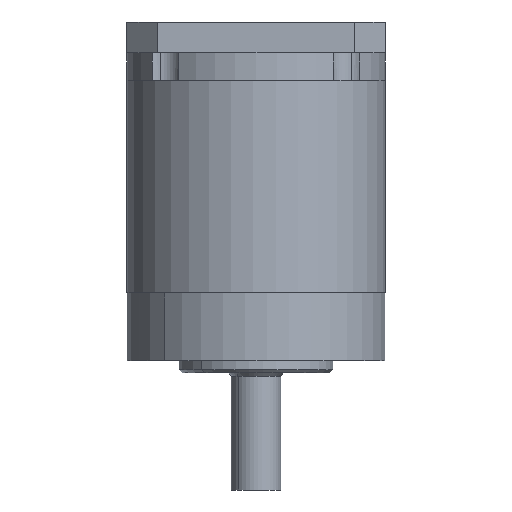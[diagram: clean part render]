
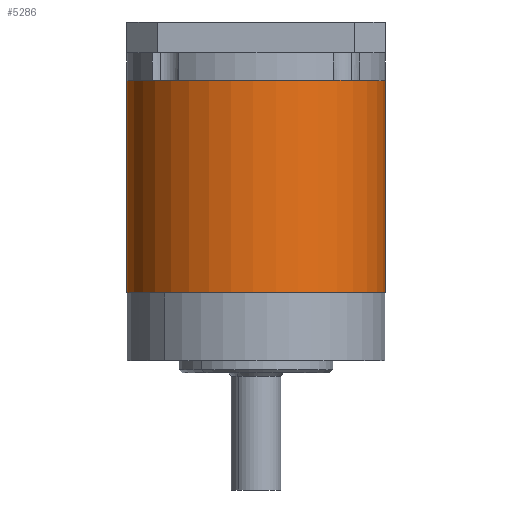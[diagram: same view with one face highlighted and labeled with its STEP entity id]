
A CAD part, left-side view. The second image highlights one B-rep face of the part: STEP entity #5286.
In plain terms, the highlighted cylindrical face has radius 21 mm (diameter 42 mm), a partial arc.
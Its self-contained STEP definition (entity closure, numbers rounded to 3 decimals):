
#1089 = VERTEX_POINT ( 'NONE', #14872 ) ;
#1435 = CARTESIAN_POINT ( 'NONE',  ( 0., 34.5, -21. ) ) ;
#1541 = AXIS2_PLACEMENT_3D ( 'NONE', #4333, #12486, #7931 ) ;
#1670 = EDGE_CURVE ( 'NONE', #13491, #1089, #13067, .T. ) ;
#1846 = ORIENTED_EDGE ( 'NONE', *, *, #10069, .T. ) ;
#2066 = ORIENTED_EDGE ( 'NONE', *, *, #1670, .F. ) ;
#2354 = AXIS2_PLACEMENT_3D ( 'NONE', #3944, #7469, #4023 ) ;
#2732 = DIRECTION ( 'NONE',  ( 0., -1., 0. ) ) ;
#3239 = VECTOR ( 'NONE', #12917, 1000. ) ;
#3483 = ORIENTED_EDGE ( 'NONE', *, *, #11928, .T. ) ;
#3944 = CARTESIAN_POINT ( 'NONE',  ( 0., 34.5, 0. ) ) ;
#4023 = DIRECTION ( 'NONE',  ( 0., 0., -1. ) ) ;
#4333 = CARTESIAN_POINT ( 'NONE',  ( 0., 0., 0. ) ) ;
#4639 = EDGE_CURVE ( 'NONE', #7208, #13491, #4988, .T. ) ;
#4988 = CIRCLE ( 'NONE', #13492, 21. ) ;
#5008 = DIRECTION ( 'NONE',  ( 0., 0., 1. ) ) ;
#5286 = ADVANCED_FACE ( 'NONE', ( #7702 ), #14368, .T. ) ;
#5494 = VERTEX_POINT ( 'NONE', #6133 ) ;
#6133 = CARTESIAN_POINT ( 'NONE',  ( 0., 0., -21. ) ) ;
#6138 = CARTESIAN_POINT ( 'NONE',  ( 0., 34.5, 21. ) ) ;
#7208 = VERTEX_POINT ( 'NONE', #14530 ) ;
#7469 = DIRECTION ( 'NONE',  ( 0., -1., 0. ) ) ;
#7702 = FACE_OUTER_BOUND ( 'NONE', #9972, .T. ) ;
#7931 = DIRECTION ( 'NONE',  ( 0., 0., 1. ) ) ;
#8595 = CIRCLE ( 'NONE', #1541, 21. ) ;
#9300 = VECTOR ( 'NONE', #2732, 1000. ) ;
#9972 = EDGE_LOOP ( 'NONE', ( #2066, #11470, #1846, #3483 ) ) ;
#10069 = EDGE_CURVE ( 'NONE', #7208, #5494, #11871, .T. ) ;
#10771 = CARTESIAN_POINT ( 'NONE',  ( 0., 34.5, 21. ) ) ;
#11470 = ORIENTED_EDGE ( 'NONE', *, *, #4639, .F. ) ;
#11788 = CARTESIAN_POINT ( 'NONE',  ( 0., 34.5, 0. ) ) ;
#11871 = LINE ( 'NONE', #1435, #9300 ) ;
#11928 = EDGE_CURVE ( 'NONE', #5494, #1089, #8595, .T. ) ;
#12486 = DIRECTION ( 'NONE',  ( 0., 1., 0. ) ) ;
#12917 = DIRECTION ( 'NONE',  ( 0., -1., 0. ) ) ;
#13067 = LINE ( 'NONE', #6138, #3239 ) ;
#13491 = VERTEX_POINT ( 'NONE', #10771 ) ;
#13492 = AXIS2_PLACEMENT_3D ( 'NONE', #11788, #14287, #5008 ) ;
#14287 = DIRECTION ( 'NONE',  ( 0., 1., 0. ) ) ;
#14368 = CYLINDRICAL_SURFACE ( 'NONE', #2354, 21. ) ;
#14530 = CARTESIAN_POINT ( 'NONE',  ( 0., 34.5, -21. ) ) ;
#14872 = CARTESIAN_POINT ( 'NONE',  ( 0., 0., 21. ) ) ;
